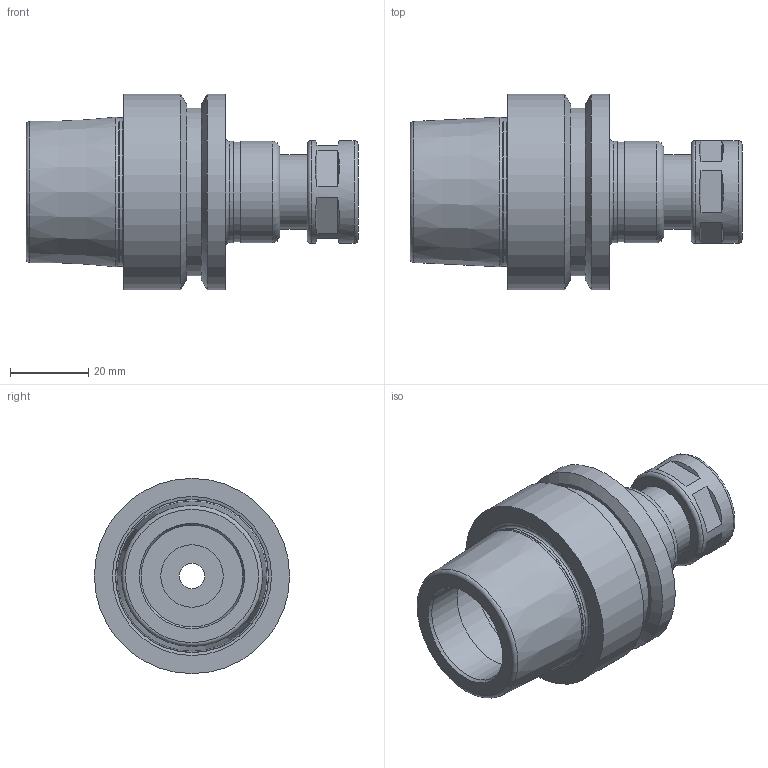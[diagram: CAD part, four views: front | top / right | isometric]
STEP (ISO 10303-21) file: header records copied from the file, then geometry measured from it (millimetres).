
FILE_DESCRIPTION((''),'2;1');
FILE_NAME('536054109060-3D.stp','2022-01-31T15:52:38',('nttooll'),(''),'Autodesk Inventor 2012','Autodesk Inventor 2012','');
FILE_SCHEMA(('AUTOMOTIVE_DESIGN { 1 0 10303 214 1 1 1 1 }'));
Length unit declared in the file: millimetre
Products named in the file (1): 536054109060-3D
Bounding box: 85 x 50 x 50 mm (x, y, z)
Volume: 63110.4 mm3; surface area: 20055.8 mm2
Topology: 1 solids, 1 shells, 81 faces, 141 edges, 87 vertices
Faces by surface type: plane 39, cylinder 21, cone 12, torus 9
Full cylindrical faces by diameter (mm): 6.5 x1, 9.3 x1, 10.5 x1, 13 x1, 13.5 x1, 15.5 x1, 16 x1, 16.4 x1, 19 x2, 25.6 x1, 26 x4, 26.3 x1, 32 x1, 37.9 x1, 43 x1, 50 x2
Entity records: 1762 total; most frequent: DIRECTION 338, CARTESIAN_POINT 268, ORIENTED_EDGE 198, AXIS2_PLACEMENT_3D 157, EDGE_LOOP 150, EDGE_CURVE 99, VERTEX_POINT 87, FACE_OUTER_BOUND 81
